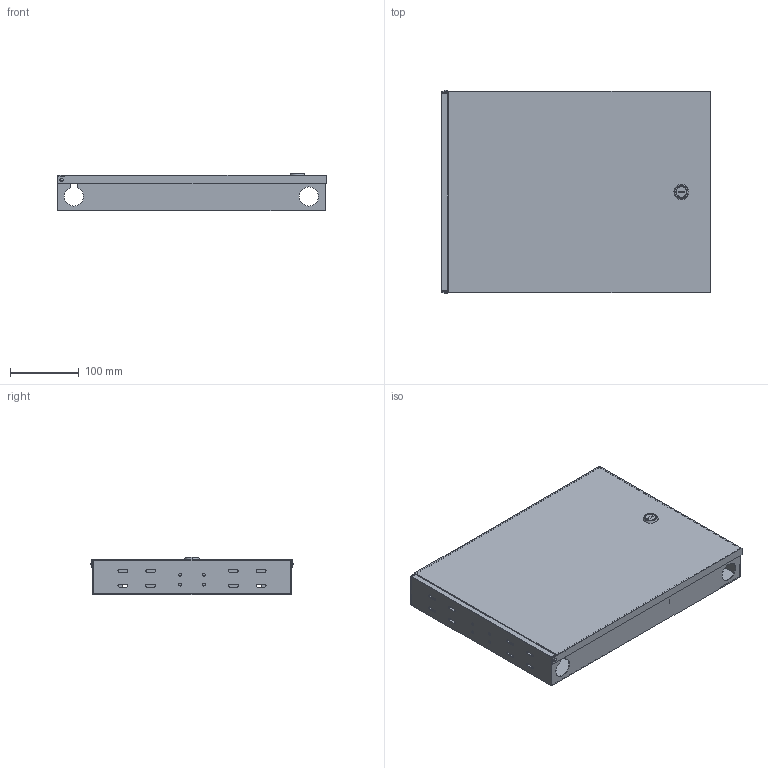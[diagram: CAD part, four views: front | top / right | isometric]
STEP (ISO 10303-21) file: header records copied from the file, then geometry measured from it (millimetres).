
FILE_DESCRIPTION (( 'STEP AP203' ), '1' );
FILE_NAME ('FOBX16-N-16SCUS09 ITK êðîññ íàñò. óêîìïëåêòîâàííûé SC (Simplex) 16øò (OS2).STEP', '2017-09-20T06:18:03', ( '' ), ( '' ), 'SwSTEP 2.0', 'SolidWorks 2014', '' );
FILE_SCHEMA (( 'CONFIG_CONTROL_DESIGN' ));
Length unit declared in the file: millimetre
Products named in the file (2): FOBX16-N-16SCUS09 ITK êðîññ íàñò. óêîìïëåêòîâàííûé SC (Simplex) 16øò (OS2)
Bounding box: 391.7 x 297 x 54.2 mm (x, y, z)
Volume: 375115.1 mm3; surface area: 627010 mm2
Topology: 4 solids, 4 shells, 206 faces, 564 edges, 376 vertices
Faces by surface type: plane 102, cylinder 94, sphere 8, cone 2
Entity records: 6873 total; most frequent: DIRECTION 1188, CARTESIAN_POINT 1148, ORIENTED_EDGE 1128, EDGE_CURVE 564, AXIS2_PLACEMENT_3D 416, VERTEX_POINT 376, LINE 356, VECTOR 356
